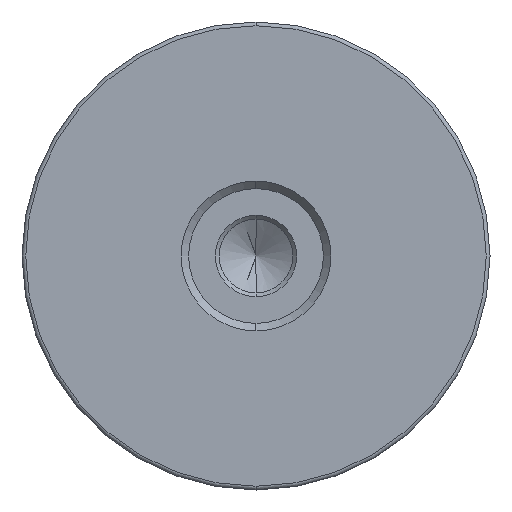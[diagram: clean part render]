
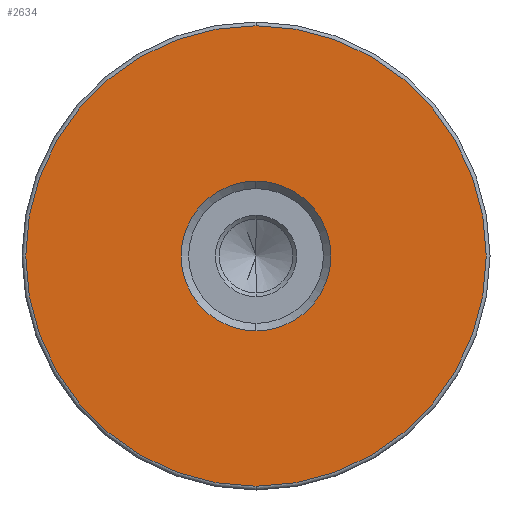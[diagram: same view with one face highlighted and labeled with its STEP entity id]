
A CAD part, front view. The second image highlights one B-rep face of the part: STEP entity #2634.
In plain terms, the highlighted planar face has unit normal (0, -1, 0).
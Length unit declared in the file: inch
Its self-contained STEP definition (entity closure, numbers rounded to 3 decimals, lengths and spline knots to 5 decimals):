
#197 = EDGE_CURVE ( 'NONE', #3618, #1227, #4255, .T. ) ;
#198 = VERTEX_POINT ( 'NONE', #831 ) ;
#226 = DIRECTION ( 'NONE',  ( 0., -1., 0. ) ) ;
#354 = EDGE_CURVE ( 'NONE', #198, #2645, #4470, .T. ) ;
#407 = FACE_BOUND ( 'NONE', #2462, .T. ) ;
#454 = DIRECTION ( 'NONE',  ( 0., 0., 1. ) ) ;
#470 = DIRECTION ( 'NONE',  ( 0., -1., 0. ) ) ;
#485 = CARTESIAN_POINT ( 'NONE',  ( 0., -3.05118, 0. ) ) ;
#831 = CARTESIAN_POINT ( 'NONE',  ( 0., -3.05118, 0.2 ) ) ;
#935 = EDGE_LOOP ( 'NONE', ( #2761, #2817 ) ) ;
#946 = CIRCLE ( 'NONE', #2497, 0.615 ) ;
#1190 = CARTESIAN_POINT ( 'NONE',  ( 0., -3.05118, -0.615 ) ) ;
#1227 = VERTEX_POINT ( 'NONE', #1190 ) ;
#1712 = ORIENTED_EDGE ( 'NONE', *, *, #354, .F. ) ;
#1754 = EDGE_CURVE ( 'NONE', #2645, #198, #4023, .T. ) ;
#2265 = CARTESIAN_POINT ( 'NONE',  ( 0., -3.05118, 0. ) ) ;
#2283 = DIRECTION ( 'NONE',  ( 0., 0., -1. ) ) ;
#2319 = ORIENTED_EDGE ( 'NONE', *, *, #1754, .F. ) ;
#2462 = EDGE_LOOP ( 'NONE', ( #2319, #1712 ) ) ;
#2497 = AXIS2_PLACEMENT_3D ( 'NONE', #4348, #4364, #4393 ) ;
#2560 = CARTESIAN_POINT ( 'NONE',  ( 0., -3.05118, 0.615 ) ) ;
#2589 = AXIS2_PLACEMENT_3D ( 'NONE', #3899, #4154, #4160 ) ;
#2634 = ADVANCED_FACE ( 'NONE', ( #407, #4008 ), #3079, .F. ) ;
#2645 = VERTEX_POINT ( 'NONE', #4097 ) ;
#2679 = EDGE_CURVE ( 'NONE', #1227, #3618, #946, .T. ) ;
#2761 = ORIENTED_EDGE ( 'NONE', *, *, #197, .T. ) ;
#2817 = ORIENTED_EDGE ( 'NONE', *, *, #2679, .T. ) ;
#2937 = AXIS2_PLACEMENT_3D ( 'NONE', #2265, #226, #2283 ) ;
#3079 = PLANE ( 'NONE',  #2589 ) ;
#3323 = CARTESIAN_POINT ( 'NONE',  ( 0., -3.05118, 0. ) ) ;
#3329 = DIRECTION ( 'NONE',  ( 0., -1., 0. ) ) ;
#3337 = DIRECTION ( 'NONE',  ( 0., 0., -1. ) ) ;
#3618 = VERTEX_POINT ( 'NONE', #2560 ) ;
#3658 = AXIS2_PLACEMENT_3D ( 'NONE', #3323, #3329, #3337 ) ;
#3888 = AXIS2_PLACEMENT_3D ( 'NONE', #485, #470, #454 ) ;
#3899 = CARTESIAN_POINT ( 'NONE',  ( 0., -3.05118, 0. ) ) ;
#4008 = FACE_OUTER_BOUND ( 'NONE', #935, .T. ) ;
#4023 = CIRCLE ( 'NONE', #2937, 0.2 ) ;
#4097 = CARTESIAN_POINT ( 'NONE',  ( 0., -3.05118, -0.2 ) ) ;
#4154 = DIRECTION ( 'NONE',  ( 0., 1., 0. ) ) ;
#4160 = DIRECTION ( 'NONE',  ( 0., 0., 1. ) ) ;
#4255 = CIRCLE ( 'NONE', #3888, 0.615 ) ;
#4348 = CARTESIAN_POINT ( 'NONE',  ( 0., -3.05118, 0. ) ) ;
#4364 = DIRECTION ( 'NONE',  ( 0., -1., 0. ) ) ;
#4393 = DIRECTION ( 'NONE',  ( 0., 0., 1. ) ) ;
#4470 = CIRCLE ( 'NONE', #3658, 0.2 ) ;
